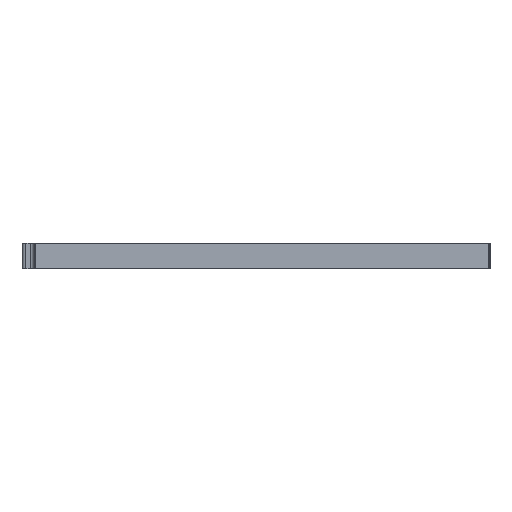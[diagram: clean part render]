
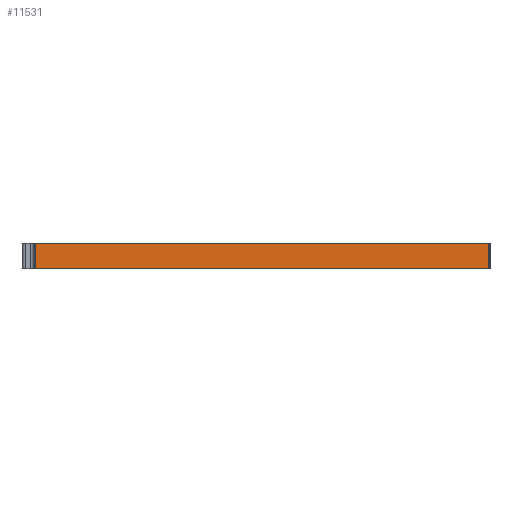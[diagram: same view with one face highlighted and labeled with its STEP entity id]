
A CAD part, top view. The second image highlights one B-rep face of the part: STEP entity #11531.
In plain terms, the highlighted planar face has unit normal (0, 0, 1).
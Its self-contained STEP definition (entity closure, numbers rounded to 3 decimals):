
#13 = VECTOR ( 'NONE', #8958, 1000. ) ;
#28 = EDGE_CURVE ( 'NONE', #16664, #1163, #9707, .T. ) ;
#453 = DIRECTION ( 'NONE',  ( -1., 0., 0. ) ) ;
#591 = VERTEX_POINT ( 'NONE', #1892 ) ;
#945 = CARTESIAN_POINT ( 'NONE',  ( -0.5, 4., 0. ) ) ;
#1163 = VERTEX_POINT ( 'NONE', #11397 ) ;
#1892 = CARTESIAN_POINT ( 'NONE',  ( -179.713, -6., 0. ) ) ;
#1944 = DIRECTION ( 'NONE',  ( 0., 0., -1. ) ) ;
#2152 = CARTESIAN_POINT ( 'NONE',  ( -180.213, -6., 0. ) ) ;
#2325 = CARTESIAN_POINT ( 'NONE',  ( -179.713, 4., 0. ) ) ;
#3355 = LINE ( 'NONE', #2152, #10113 ) ;
#4657 = ORIENTED_EDGE ( 'NONE', *, *, #13703, .T. ) ;
#4694 = DIRECTION ( 'NONE',  ( 1., 0., 0. ) ) ;
#5120 = FACE_OUTER_BOUND ( 'NONE', #6884, .T. ) ;
#5327 = AXIS2_PLACEMENT_3D ( 'NONE', #9278, #1944, #453 ) ;
#5775 = VERTEX_POINT ( 'NONE', #2325 ) ;
#6457 = ORIENTED_EDGE ( 'NONE', *, *, #28, .T. ) ;
#6884 = EDGE_LOOP ( 'NONE', ( #10735, #6457, #12683, #4657 ) ) ;
#7265 = VECTOR ( 'NONE', #18961, 1000. ) ;
#8958 = DIRECTION ( 'NONE',  ( 0., 1., 0. ) ) ;
#9278 = CARTESIAN_POINT ( 'NONE',  ( -180.213, 4., 0. ) ) ;
#9707 = LINE ( 'NONE', #945, #13 ) ;
#10113 = VECTOR ( 'NONE', #15662, 1000. ) ;
#10735 = ORIENTED_EDGE ( 'NONE', *, *, #14176, .F. ) ;
#11397 = CARTESIAN_POINT ( 'NONE',  ( -0.5, 4., 0. ) ) ;
#11430 = CARTESIAN_POINT ( 'NONE',  ( -0.5, -6., 0. ) ) ;
#11531 = ADVANCED_FACE ( 'NONE', ( #5120 ), #14051, .F. ) ;
#11770 = VECTOR ( 'NONE', #4694, 1000. ) ;
#12683 = ORIENTED_EDGE ( 'NONE', *, *, #19476, .F. ) ;
#13703 = EDGE_CURVE ( 'NONE', #5775, #591, #15686, .T. ) ;
#14051 = PLANE ( 'NONE',  #5327 ) ;
#14176 = EDGE_CURVE ( 'NONE', #16664, #591, #3355, .T. ) ;
#15326 = LINE ( 'NONE', #16540, #11770 ) ;
#15662 = DIRECTION ( 'NONE',  ( -1., 0., 0. ) ) ;
#15686 = LINE ( 'NONE', #17479, #7265 ) ;
#16540 = CARTESIAN_POINT ( 'NONE',  ( -180.213, 4., 0. ) ) ;
#16664 = VERTEX_POINT ( 'NONE', #11430 ) ;
#17479 = CARTESIAN_POINT ( 'NONE',  ( -179.713, 4., 0. ) ) ;
#18961 = DIRECTION ( 'NONE',  ( 0., -1., 0. ) ) ;
#19476 = EDGE_CURVE ( 'NONE', #5775, #1163, #15326, .T. ) ;
